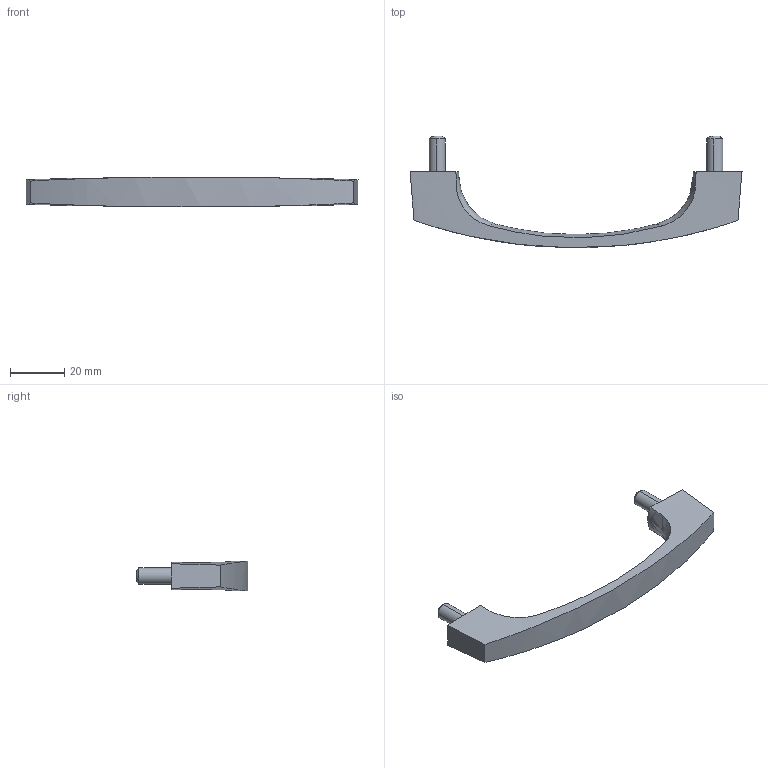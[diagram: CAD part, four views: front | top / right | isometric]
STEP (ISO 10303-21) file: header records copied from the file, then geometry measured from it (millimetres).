
FILE_DESCRIPTION((''),'2;1');
FILE_NAME('','2005-10-07T11:41:33',(''),(''),'','CADfix','');
FILE_SCHEMA(('AUTOMOTIVE_DESIGN'));
Length unit declared in the file: millimetre
Products named in the file (3): screw; pull; THA_101_1_26343_36
Assembly tree (3 placements, depth 2):
  THA_101_1_26343_36
    screw  x2
    pull
Bounding box: 122 x 40.98 x 11.01 mm (x, y, z)
Volume: 12677.2 mm3; surface area: 6519.6 mm2
Topology: 3 solids, 3 shells, 30 faces, 86 edges, 64 vertices
Faces by surface type: bspline 30
Entity records: 1620 total; most frequent: CARTESIAN_POINT 1156, ORIENTED_EDGE 136, EDGE_CURVE 68, VERTEX_POINT 50, EDGE_LOOP 26, FACE_OUTER_BOUND 24, ADVANCED_FACE 24, B_SPLINE_CURVE_WITH_KNOTS 20
